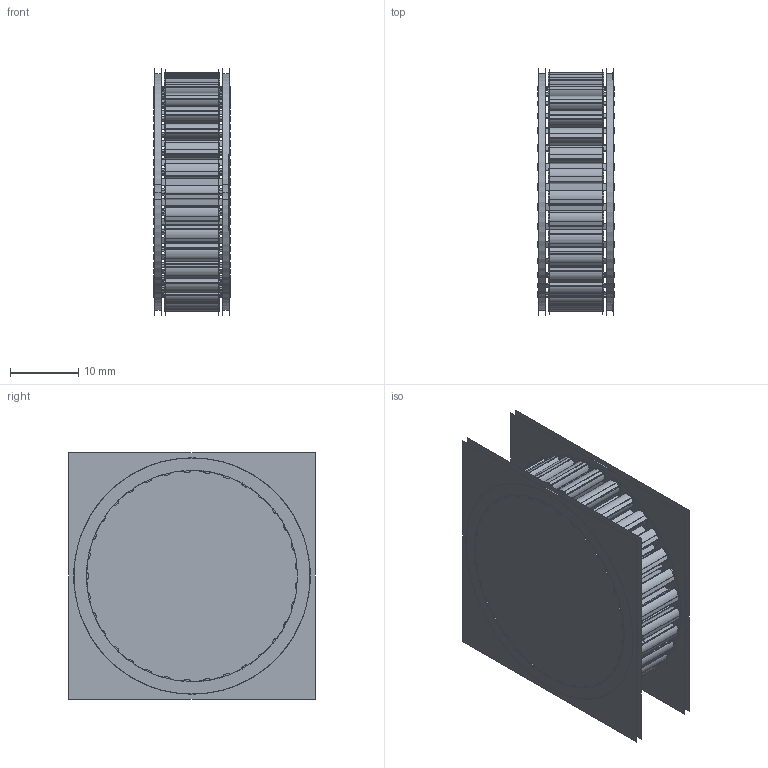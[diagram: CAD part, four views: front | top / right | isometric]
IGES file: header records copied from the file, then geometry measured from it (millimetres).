
Start section:  PTC IGES file: fe435z.igs
Global section: file name: fe435z.igs; native system: Creo Parametric by Parametric Technology Corporation; preprocessor: 2013150; author: sales 4; organization: Unknown; date: 20140324.141712; units: millimetre
Bounding box: 11.44 x 36.19 x 36.19 mm (x, y, z)
Volume: 2179.5 mm3; surface area: 46925.5 mm2
Topology: 34 solids, 34 shells, 2712 faces, 14462 edges, 18316 vertices
Faces by surface type: bspline 1384, revolution 1328
